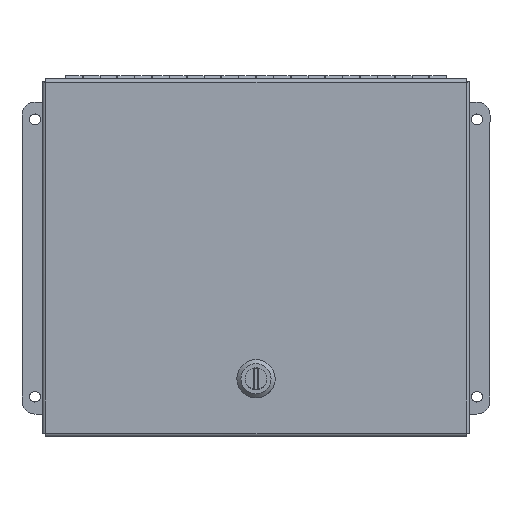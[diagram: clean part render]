
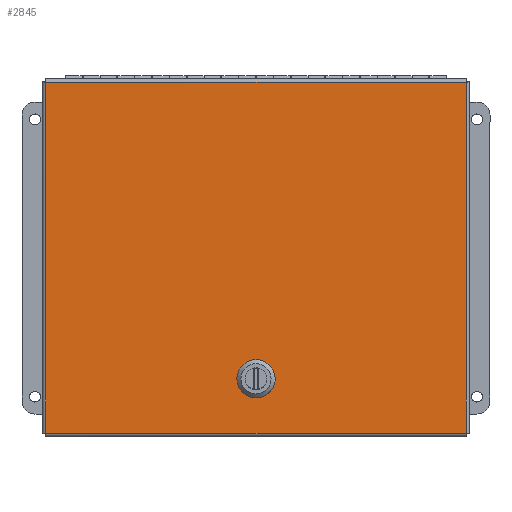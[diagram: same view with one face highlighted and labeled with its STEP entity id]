
A CAD part, top view. The second image highlights one B-rep face of the part: STEP entity #2845.
In plain terms, the highlighted planar face has unit normal (0, 0, 1).
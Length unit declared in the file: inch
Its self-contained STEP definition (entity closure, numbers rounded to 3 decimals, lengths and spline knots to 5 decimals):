
#592 = DIRECTION ( 'NONE',  ( -1., 0., 0. ) ) ;
#2274 = DIRECTION ( 'NONE',  ( 0., 1., 0. ) ) ;
#2575 = ORIENTED_EDGE ( 'NONE', *, *, #33514, .F. ) ;
#2671 = LINE ( 'NONE', #32278, #10491 ) ;
#2674 = EDGE_LOOP ( 'NONE', ( #28592, #15199, #29299, #38407, #19022, #14904, #25414, #2575 ) ) ;
#2845 = ADVANCED_FACE ( 'NONE', ( #25804, #21722 ), #31474, .F. ) ;
#3445 = LINE ( 'NONE', #25508, #24335 ) ;
#4676 = ORIENTED_EDGE ( 'NONE', *, *, #21367, .F. ) ;
#4866 = DIRECTION ( 'NONE',  ( 0., -1., 0. ) ) ;
#6655 = VECTOR ( 'NONE', #27901, 39.37008 ) ;
#6967 = VERTEX_POINT ( 'NONE', #9113 ) ;
#7004 = CARTESIAN_POINT ( 'NONE',  ( -2., -4.0939, 3.3425 ) ) ;
#7524 = EDGE_CURVE ( 'NONE', #32240, #41598, #2671, .T. ) ;
#8289 = CIRCLE ( 'NONE', #35324, 0.45 ) ;
#8660 = CIRCLE ( 'NONE', #17724, 0.45 ) ;
#9113 = CARTESIAN_POINT ( 'NONE',  ( -1.79384, -4.0939, 3.3425 ) ) ;
#9345 = DIRECTION ( 'NONE',  ( -1., 0., 0. ) ) ;
#10297 = EDGE_LOOP ( 'NONE', ( #23392, #41264, #4676, #30874 ) ) ;
#10491 = VECTOR ( 'NONE', #9345, 39.37008 ) ;
#10861 = LINE ( 'NONE', #13410, #6655 ) ;
#11354 = CARTESIAN_POINT ( 'NONE',  ( -2.20616, -4.0939, 3.3425 ) ) ;
#11380 = CARTESIAN_POINT ( 'NONE',  ( 4.06175, -0.9989, 3.3425 ) ) ;
#13343 = EDGE_CURVE ( 'NONE', #24363, #30222, #40892, .T. ) ;
#13410 = CARTESIAN_POINT ( 'NONE',  ( -8.06175, -0.9989, 3.3425 ) ) ;
#14210 = CARTESIAN_POINT ( 'NONE',  ( -1.6, -4.28774, 3.3425 ) ) ;
#14664 = DIRECTION ( 'NONE',  ( 0., 0., -1. ) ) ;
#14904 = ORIENTED_EDGE ( 'NONE', *, *, #29584, .F. ) ;
#15199 = ORIENTED_EDGE ( 'NONE', *, *, #33328, .F. ) ;
#15650 = DIRECTION ( 'NONE',  ( 1., 0., 0. ) ) ;
#16644 = DIRECTION ( 'NONE',  ( 0., 0., 1. ) ) ;
#16876 = EDGE_CURVE ( 'NONE', #29547, #29482, #38454, .T. ) ;
#17637 = CARTESIAN_POINT ( 'NONE',  ( -2.4, -4.28774, 3.3425 ) ) ;
#17724 = AXIS2_PLACEMENT_3D ( 'NONE', #22950, #19884, #39787 ) ;
#18210 = AXIS2_PLACEMENT_3D ( 'NONE', #27378, #24819, #4866 ) ;
#19022 = ORIENTED_EDGE ( 'NONE', *, *, #26486, .F. ) ;
#19487 = CARTESIAN_POINT ( 'NONE',  ( -1.6, -0.9989, 3.3425 ) ) ;
#19584 = DIRECTION ( 'NONE',  ( 0., -1., 0. ) ) ;
#19736 = CARTESIAN_POINT ( 'NONE',  ( 4.06175, 4.06285, 3.3425 ) ) ;
#19884 = DIRECTION ( 'NONE',  ( 0., 0., 1. ) ) ;
#19979 = CARTESIAN_POINT ( 'NONE',  ( -2.4, -0.9989, 3.3425 ) ) ;
#21367 = EDGE_CURVE ( 'NONE', #41598, #24363, #10861, .T. ) ;
#21386 = CIRCLE ( 'NONE', #18210, 0.45 ) ;
#21722 = FACE_OUTER_BOUND ( 'NONE', #10297, .T. ) ;
#21996 = DIRECTION ( 'NONE',  ( 0., -1., 0. ) ) ;
#22180 = VECTOR ( 'NONE', #34577, 39.37008 ) ;
#22950 = CARTESIAN_POINT ( 'NONE',  ( -2., -4.4939, 3.3425 ) ) ;
#22981 = VECTOR ( 'NONE', #43075, 39.37008 ) ;
#23364 = CARTESIAN_POINT ( 'NONE',  ( -2., -4.4939, 3.3425 ) ) ;
#23392 = ORIENTED_EDGE ( 'NONE', *, *, #27193, .F. ) ;
#23464 = DIRECTION ( 'NONE',  ( 1., 0., 0. ) ) ;
#24335 = VECTOR ( 'NONE', #15650, 39.37008 ) ;
#24363 = VERTEX_POINT ( 'NONE', #27844 ) ;
#24786 = VERTEX_POINT ( 'NONE', #14210 ) ;
#24819 = DIRECTION ( 'NONE',  ( 0., 0., 1. ) ) ;
#25414 = ORIENTED_EDGE ( 'NONE', *, *, #16876, .F. ) ;
#25508 = CARTESIAN_POINT ( 'NONE',  ( -2., -4.8939, 3.3425 ) ) ;
#25804 = FACE_BOUND ( 'NONE', #2674, .T. ) ;
#26004 = LINE ( 'NONE', #19487, #34790 ) ;
#26486 = EDGE_CURVE ( 'NONE', #39295, #42099, #3445, .T. ) ;
#26875 = EDGE_CURVE ( 'NONE', #42099, #30490, #8660, .T. ) ;
#27193 = EDGE_CURVE ( 'NONE', #30222, #32240, #42287, .T. ) ;
#27378 = CARTESIAN_POINT ( 'NONE',  ( -2., -4.4939, 3.3425 ) ) ;
#27747 = CARTESIAN_POINT ( 'NONE',  ( -8.06175, -6.06065, 3.3425 ) ) ;
#27844 = CARTESIAN_POINT ( 'NONE',  ( -8.06175, 4.06285, 3.3425 ) ) ;
#27901 = DIRECTION ( 'NONE',  ( 0., 1., 0. ) ) ;
#28042 = VECTOR ( 'NONE', #592, 39.37008 ) ;
#28295 = CARTESIAN_POINT ( 'NONE',  ( -2., -4.4939, 3.3425 ) ) ;
#28592 = ORIENTED_EDGE ( 'NONE', *, *, #33573, .F. ) ;
#29299 = ORIENTED_EDGE ( 'NONE', *, *, #38041, .F. ) ;
#29482 = VERTEX_POINT ( 'NONE', #40608 ) ;
#29547 = VERTEX_POINT ( 'NONE', #17637 ) ;
#29584 = EDGE_CURVE ( 'NONE', #29482, #39295, #35056, .T. ) ;
#29817 = AXIS2_PLACEMENT_3D ( 'NONE', #28295, #41169, #21996 ) ;
#30222 = VERTEX_POINT ( 'NONE', #19736 ) ;
#30490 = VERTEX_POINT ( 'NONE', #30707 ) ;
#30707 = CARTESIAN_POINT ( 'NONE',  ( -1.6, -4.70006, 3.3425 ) ) ;
#30874 = ORIENTED_EDGE ( 'NONE', *, *, #7524, .F. ) ;
#31474 = PLANE ( 'NONE',  #33997 ) ;
#32106 = VECTOR ( 'NONE', #23464, 39.37008 ) ;
#32240 = VERTEX_POINT ( 'NONE', #40643 ) ;
#32278 = CARTESIAN_POINT ( 'NONE',  ( -2., -6.06065, 3.3425 ) ) ;
#33328 = EDGE_CURVE ( 'NONE', #24786, #6967, #21386, .T. ) ;
#33514 = EDGE_CURVE ( 'NONE', #35790, #29547, #8289, .T. ) ;
#33573 = EDGE_CURVE ( 'NONE', #6967, #35790, #36867, .T. ) ;
#33997 = AXIS2_PLACEMENT_3D ( 'NONE', #34774, #14664, #41008 ) ;
#34556 = CARTESIAN_POINT ( 'NONE',  ( -2.20616, -4.8939, 3.3425 ) ) ;
#34577 = DIRECTION ( 'NONE',  ( 0., -1., 0. ) ) ;
#34774 = CARTESIAN_POINT ( 'NONE',  ( -2., -0.9989, 3.3425 ) ) ;
#34790 = VECTOR ( 'NONE', #2274, 39.37008 ) ;
#35056 = CIRCLE ( 'NONE', #29817, 0.45 ) ;
#35324 = AXIS2_PLACEMENT_3D ( 'NONE', #23364, #16644, #19584 ) ;
#35790 = VERTEX_POINT ( 'NONE', #11354 ) ;
#36867 = LINE ( 'NONE', #7004, #28042 ) ;
#38041 = EDGE_CURVE ( 'NONE', #30490, #24786, #26004, .T. ) ;
#38407 = ORIENTED_EDGE ( 'NONE', *, *, #26875, .F. ) ;
#38454 = LINE ( 'NONE', #19979, #22981 ) ;
#39295 = VERTEX_POINT ( 'NONE', #34556 ) ;
#39733 = CARTESIAN_POINT ( 'NONE',  ( -2., 4.06285, 3.3425 ) ) ;
#39787 = DIRECTION ( 'NONE',  ( 0., -1., 0. ) ) ;
#40608 = CARTESIAN_POINT ( 'NONE',  ( -2.4, -4.70006, 3.3425 ) ) ;
#40643 = CARTESIAN_POINT ( 'NONE',  ( 4.06175, -6.06065, 3.3425 ) ) ;
#40892 = LINE ( 'NONE', #39733, #32106 ) ;
#41008 = DIRECTION ( 'NONE',  ( 0., -1., 0. ) ) ;
#41169 = DIRECTION ( 'NONE',  ( 0., 0., 1. ) ) ;
#41264 = ORIENTED_EDGE ( 'NONE', *, *, #13343, .F. ) ;
#41295 = CARTESIAN_POINT ( 'NONE',  ( -1.79384, -4.8939, 3.3425 ) ) ;
#41598 = VERTEX_POINT ( 'NONE', #27747 ) ;
#42099 = VERTEX_POINT ( 'NONE', #41295 ) ;
#42287 = LINE ( 'NONE', #11380, #22180 ) ;
#43075 = DIRECTION ( 'NONE',  ( 0., -1., 0. ) ) ;
